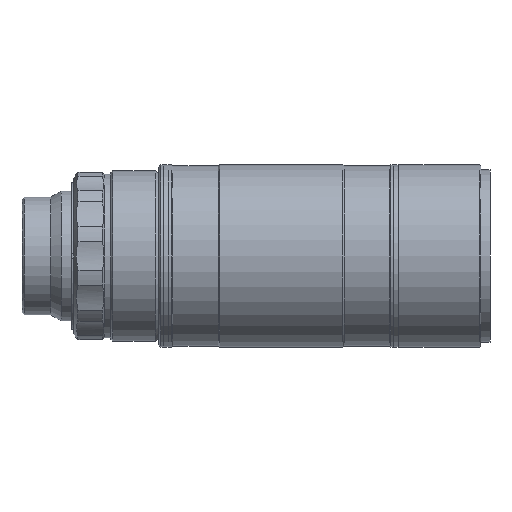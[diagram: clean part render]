
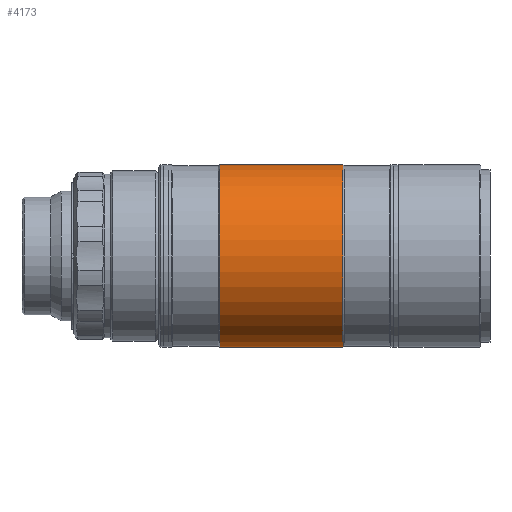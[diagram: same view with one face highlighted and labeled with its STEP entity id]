
A CAD part, front view. The second image highlights one B-rep face of the part: STEP entity #4173.
In plain terms, the highlighted cylindrical face has radius 38 mm (diameter 76 mm), a partial arc.
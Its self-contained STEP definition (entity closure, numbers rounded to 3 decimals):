
#51 = ORIENTED_EDGE ( 'NONE', *, *, #4277, .T. ) ;
#299 = CARTESIAN_POINT ( 'NONE',  ( -115.305, 0., 0. ) ) ;
#407 = CIRCLE ( 'NONE', #3562, 38. ) ;
#533 = LINE ( 'NONE', #1503, #1135 ) ;
#611 = VECTOR ( 'NONE', #1688, 1000. ) ;
#730 = VERTEX_POINT ( 'NONE', #4011 ) ;
#797 = EDGE_CURVE ( 'NONE', #3959, #3962, #2791, .T. ) ;
#832 = CARTESIAN_POINT ( 'NONE',  ( -10.805, 0., 0. ) ) ;
#936 = EDGE_LOOP ( 'NONE', ( #2861, #51, #3374, #3194 ) ) ;
#964 = DIRECTION ( 'NONE',  ( 1., 0., 0. ) ) ;
#1028 = CARTESIAN_POINT ( 'NONE',  ( -64.005, 0., 0. ) ) ;
#1135 = VECTOR ( 'NONE', #2282, 1000. ) ;
#1330 = DIRECTION ( 'NONE',  ( 0., 0., -1. ) ) ;
#1503 = CARTESIAN_POINT ( 'NONE',  ( -10.805, 0., -38. ) ) ;
#1676 = EDGE_CURVE ( 'NONE', #3962, #2874, #407, .T. ) ;
#1688 = DIRECTION ( 'NONE',  ( -1., 0., 0. ) ) ;
#1887 = CARTESIAN_POINT ( 'NONE',  ( -115.305, 0., -38. ) ) ;
#2067 = CARTESIAN_POINT ( 'NONE',  ( -64.005, 0., 38. ) ) ;
#2120 = CIRCLE ( 'NONE', #3509, 38. ) ;
#2251 = DIRECTION ( 'NONE',  ( -1., 0., 0. ) ) ;
#2282 = DIRECTION ( 'NONE',  ( -1., 0., 0. ) ) ;
#2296 = DIRECTION ( 'NONE',  ( 0., 0., 1. ) ) ;
#2360 = DIRECTION ( 'NONE',  ( -1., 0., 0. ) ) ;
#2401 = CARTESIAN_POINT ( 'NONE',  ( -10.805, 0., 38. ) ) ;
#2518 = DIRECTION ( 'NONE',  ( 0., 0., 1. ) ) ;
#2791 = LINE ( 'NONE', #2401, #611 ) ;
#2822 = EDGE_CURVE ( 'NONE', #730, #2874, #533, .T. ) ;
#2861 = ORIENTED_EDGE ( 'NONE', *, *, #2822, .F. ) ;
#2874 = VERTEX_POINT ( 'NONE', #1887 ) ;
#2982 = FACE_OUTER_BOUND ( 'NONE', #936, .T. ) ;
#3194 = ORIENTED_EDGE ( 'NONE', *, *, #1676, .T. ) ;
#3374 = ORIENTED_EDGE ( 'NONE', *, *, #797, .T. ) ;
#3509 = AXIS2_PLACEMENT_3D ( 'NONE', #1028, #2360, #2296 ) ;
#3562 = AXIS2_PLACEMENT_3D ( 'NONE', #299, #964, #1330 ) ;
#3959 = VERTEX_POINT ( 'NONE', #2067 ) ;
#3962 = VERTEX_POINT ( 'NONE', #4508 ) ;
#4011 = CARTESIAN_POINT ( 'NONE',  ( -64.005, 0., -38. ) ) ;
#4173 = ADVANCED_FACE ( 'NONE', ( #2982 ), #4374, .T. ) ;
#4277 = EDGE_CURVE ( 'NONE', #730, #3959, #2120, .T. ) ;
#4317 = AXIS2_PLACEMENT_3D ( 'NONE', #832, #2251, #2518 ) ;
#4374 = CYLINDRICAL_SURFACE ( 'NONE', #4317, 38. ) ;
#4508 = CARTESIAN_POINT ( 'NONE',  ( -115.305, 0., 38. ) ) ;
